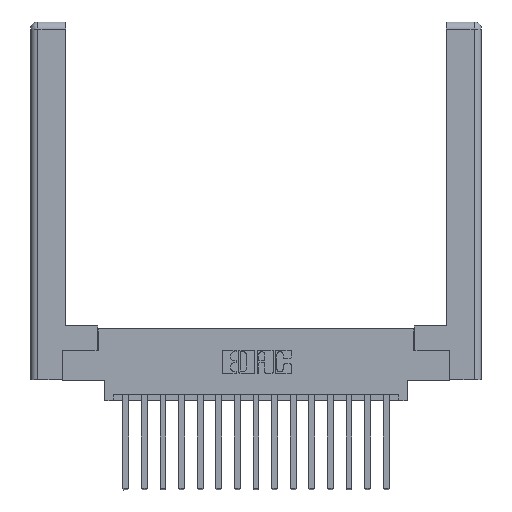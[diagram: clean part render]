
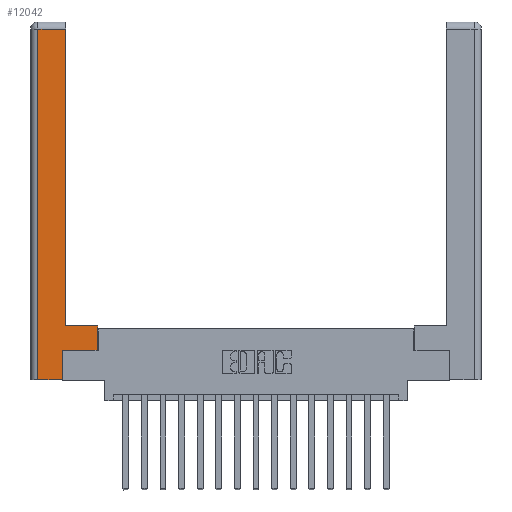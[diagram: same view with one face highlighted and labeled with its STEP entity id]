
A CAD part, top view. The second image highlights one B-rep face of the part: STEP entity #12042.
In plain terms, the highlighted planar face has unit normal (0, 0, 1).
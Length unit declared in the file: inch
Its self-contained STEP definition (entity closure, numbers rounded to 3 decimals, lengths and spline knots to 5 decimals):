
#84 = ORIENTED_EDGE ( 'NONE', *, *, #11865, .T. ) ;
#158 = LINE ( 'NONE', #15079, #14336 ) ;
#216 = CARTESIAN_POINT ( 'NONE',  ( 0.565, 0.245, 0. ) ) ;
#313 = LINE ( 'NONE', #5039, #2037 ) ;
#447 = CARTESIAN_POINT ( 'NONE',  ( 0.0615, 2.94, 0. ) ) ;
#987 = CARTESIAN_POINT ( 'NONE',  ( 0.0615, 0., 0. ) ) ;
#1027 = PLANE ( 'NONE',  #5092 ) ;
#1041 = DIRECTION ( 'NONE',  ( -1., 0., 0. ) ) ;
#1328 = FACE_OUTER_BOUND ( 'NONE', #16232, .T. ) ;
#1543 = LINE ( 'NONE', #5766, #17583 ) ;
#1629 = ORIENTED_EDGE ( 'NONE', *, *, #16570, .T. ) ;
#2037 = VECTOR ( 'NONE', #2931, 39.37008 ) ;
#2084 = VECTOR ( 'NONE', #6965, 39.37008 ) ;
#2372 = LINE ( 'NONE', #447, #6024 ) ;
#2386 = LINE ( 'NONE', #7508, #14196 ) ;
#2396 = ORIENTED_EDGE ( 'NONE', *, *, #9602, .T. ) ;
#2904 = EDGE_CURVE ( 'NONE', #10996, #14472, #2386, .T. ) ;
#2931 = DIRECTION ( 'NONE',  ( 0., 1., 0. ) ) ;
#2988 = CARTESIAN_POINT ( 'NONE',  ( 0.265, 0.245, 0. ) ) ;
#3365 = VERTEX_POINT ( 'NONE', #9973 ) ;
#3371 = DIRECTION ( 'NONE',  ( 1., 0., 0. ) ) ;
#3934 = VERTEX_POINT ( 'NONE', #8063 ) ;
#4137 = LINE ( 'NONE', #6395, #7347 ) ;
#4171 = DIRECTION ( 'NONE',  ( 1., 0., 0. ) ) ;
#4222 = ORIENTED_EDGE ( 'NONE', *, *, #6917, .T. ) ;
#5039 = CARTESIAN_POINT ( 'NONE',  ( 0.565, 0.45, 0. ) ) ;
#5092 = AXIS2_PLACEMENT_3D ( 'NONE', #6414, #6599, #13466 ) ;
#5618 = VERTEX_POINT ( 'NONE', #15783 ) ;
#5766 = CARTESIAN_POINT ( 'NONE',  ( 0.265, 0.245, 0. ) ) ;
#5990 = CARTESIAN_POINT ( 'NONE',  ( 0.265, 0., 0. ) ) ;
#6024 = VECTOR ( 'NONE', #8731, 39.37008 ) ;
#6395 = CARTESIAN_POINT ( 'NONE',  ( 0.0615, 0., 0. ) ) ;
#6414 = CARTESIAN_POINT ( 'NONE',  ( 0., 0., 0. ) ) ;
#6599 = DIRECTION ( 'NONE',  ( 0., 0., -1. ) ) ;
#6626 = VECTOR ( 'NONE', #1041, 39.37008 ) ;
#6784 = CARTESIAN_POINT ( 'NONE',  ( 0.295, 3., 0. ) ) ;
#6803 = LINE ( 'NONE', #6784, #2084 ) ;
#6917 = EDGE_CURVE ( 'NONE', #3934, #3365, #2372, .T. ) ;
#6940 = CARTESIAN_POINT ( 'NONE',  ( 0.295, 0.45, 0. ) ) ;
#6965 = DIRECTION ( 'NONE',  ( 0., 1., 0. ) ) ;
#6974 = ORIENTED_EDGE ( 'NONE', *, *, #13120, .T. ) ;
#7347 = VECTOR ( 'NONE', #16162, 39.37008 ) ;
#7508 = CARTESIAN_POINT ( 'NONE',  ( 0.265, 0., 0. ) ) ;
#8063 = CARTESIAN_POINT ( 'NONE',  ( 0.295, 2.94, 0. ) ) ;
#8274 = ORIENTED_EDGE ( 'NONE', *, *, #2904, .T. ) ;
#8552 = EDGE_CURVE ( 'NONE', #5618, #13640, #10309, .T. ) ;
#8731 = DIRECTION ( 'NONE',  ( -1., 0., 0. ) ) ;
#9602 = EDGE_CURVE ( 'NONE', #14472, #17043, #1543, .T. ) ;
#9973 = CARTESIAN_POINT ( 'NONE',  ( 0.0615, 2.94, 0. ) ) ;
#9980 = DIRECTION ( 'NONE',  ( 0., 1., 0. ) ) ;
#10309 = LINE ( 'NONE', #14851, #6626 ) ;
#10996 = VERTEX_POINT ( 'NONE', #987 ) ;
#11865 = EDGE_CURVE ( 'NONE', #13640, #3934, #6803, .T. ) ;
#12042 = ADVANCED_FACE ( 'NONE', ( #1328 ), #1027, .F. ) ;
#12520 = ORIENTED_EDGE ( 'NONE', *, *, #8552, .T. ) ;
#13120 = EDGE_CURVE ( 'NONE', #17043, #17430, #158, .T. ) ;
#13466 = DIRECTION ( 'NONE',  ( -1., 0., 0. ) ) ;
#13640 = VERTEX_POINT ( 'NONE', #6940 ) ;
#13828 = ORIENTED_EDGE ( 'NONE', *, *, #15627, .T. ) ;
#14196 = VECTOR ( 'NONE', #3371, 39.37008 ) ;
#14336 = VECTOR ( 'NONE', #4171, 39.37008 ) ;
#14472 = VERTEX_POINT ( 'NONE', #5990 ) ;
#14851 = CARTESIAN_POINT ( 'NONE',  ( 0.295, 0.45, 0. ) ) ;
#15079 = CARTESIAN_POINT ( 'NONE',  ( 0.565, 0.245, 0. ) ) ;
#15627 = EDGE_CURVE ( 'NONE', #17430, #5618, #313, .T. ) ;
#15783 = CARTESIAN_POINT ( 'NONE',  ( 0.565, 0.45, 0. ) ) ;
#16162 = DIRECTION ( 'NONE',  ( 0., -1., 0. ) ) ;
#16232 = EDGE_LOOP ( 'NONE', ( #84, #4222, #1629, #8274, #2396, #6974, #13828, #12520 ) ) ;
#16570 = EDGE_CURVE ( 'NONE', #3365, #10996, #4137, .T. ) ;
#17043 = VERTEX_POINT ( 'NONE', #2988 ) ;
#17430 = VERTEX_POINT ( 'NONE', #216 ) ;
#17583 = VECTOR ( 'NONE', #9980, 39.37008 ) ;
